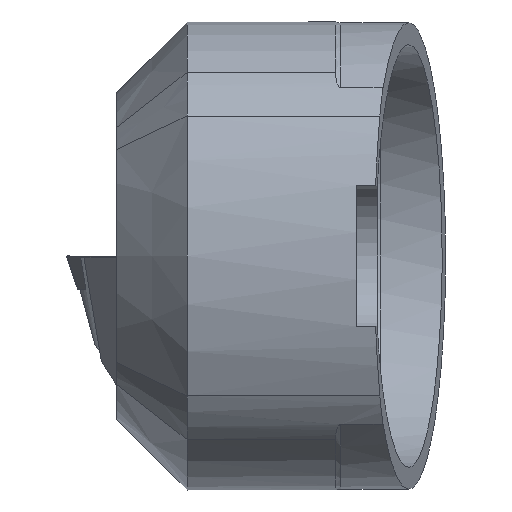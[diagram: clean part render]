
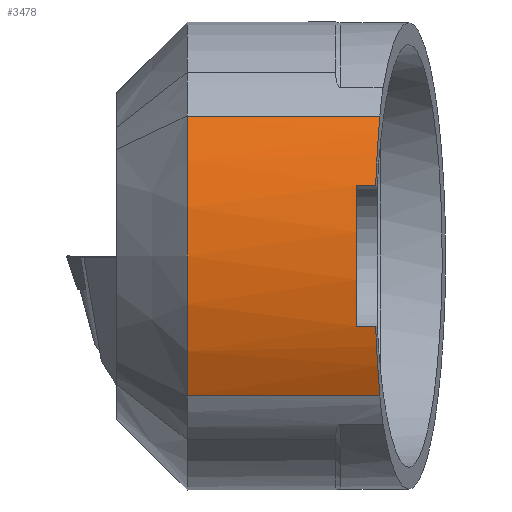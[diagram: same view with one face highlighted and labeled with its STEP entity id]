
A CAD part, front view. The second image highlights one B-rep face of the part: STEP entity #3478.
In plain terms, the highlighted cylindrical face has radius 20.9 mm (diameter 41.8 mm), a partial arc.
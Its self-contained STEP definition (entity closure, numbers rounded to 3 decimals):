
#138 = VECTOR ( 'NONE', #5071, 1000. ) ;
#183 = LINE ( 'NONE', #3684, #1717 ) ;
#222 = EDGE_CURVE ( 'NONE', #2269, #5136, #3537, .T. ) ;
#232 = FACE_OUTER_BOUND ( 'NONE', #3460, .T. ) ;
#235 = LINE ( 'NONE', #5036, #138 ) ;
#343 = CARTESIAN_POINT ( 'NONE',  ( -0.055, -14.369, 6.72 ) ) ;
#391 = AXIS2_PLACEMENT_3D ( 'NONE', #1799, #415, #1367 ) ;
#397 = DIRECTION ( 'NONE',  ( -1., 0., 0. ) ) ;
#415 = DIRECTION ( 'NONE',  ( -1., 0., 0. ) ) ;
#536 =( BOUNDED_CURVE ( )  B_SPLINE_CURVE ( 3, ( #5701, #343, #2995, #2191 ),
 .UNSPECIFIED., .F., .F. ) 
 B_SPLINE_CURVE_WITH_KNOTS ( ( 4, 4 ),
 ( 0.242, 0.495 ),
 .UNSPECIFIED. ) 
 CURVE ( )  GEOMETRIC_REPRESENTATION_ITEM ( )  RATIONAL_B_SPLINE_CURVE ( ( 1., 0.995, 0.995, 1. ) ) 
 REPRESENTATION_ITEM ( '' )  );
#580 = DIRECTION ( 'NONE',  ( 1., 0., 0. ) ) ;
#583 = VECTOR ( 'NONE', #397, 1000. ) ;
#600 =( BOUNDED_CURVE ( )  B_SPLINE_CURVE ( 3, ( #1115, #3789, #2876, #4662 ),
 .UNSPECIFIED., .F., .F. ) 
 B_SPLINE_CURVE_WITH_KNOTS ( ( 4, 4 ),
 ( 5.788, 6.042 ),
 .UNSPECIFIED. ) 
 CURVE ( )  GEOMETRIC_REPRESENTATION_ITEM ( )  RATIONAL_B_SPLINE_CURVE ( ( 1., 0.995, 0.995, 1. ) ) 
 REPRESENTATION_ITEM ( '' )  );
#601 = ORIENTED_EDGE ( 'NONE', *, *, #222, .F. ) ;
#632 = CYLINDRICAL_SURFACE ( 'NONE', #3569, 20.9 ) ;
#896 = CARTESIAN_POINT ( 'NONE',  ( 4.843, -14.793, -5. ) ) ;
#962 = CARTESIAN_POINT ( 'NONE',  ( -13.5, -12.89, -9.931 ) ) ;
#995 = ORIENTED_EDGE ( 'NONE', *, *, #3571, .T. ) ;
#1040 = ORIENTED_EDGE ( 'NONE', *, *, #4638, .F. ) ;
#1115 = CARTESIAN_POINT ( 'NONE',  ( 0.18, -12.89, -9.931 ) ) ;
#1296 = VERTEX_POINT ( 'NONE', #2405 ) ;
#1317 = VERTEX_POINT ( 'NONE', #3931 ) ;
#1321 = DIRECTION ( 'NONE',  ( -1., 0., 0. ) ) ;
#1358 = ORIENTED_EDGE ( 'NONE', *, *, #1360, .T. ) ;
#1360 = EDGE_CURVE ( 'NONE', #1473, #5136, #5298, .T. ) ;
#1367 = DIRECTION ( 'NONE',  ( 0., -0.88, -0.475 ) ) ;
#1473 = VERTEX_POINT ( 'NONE', #3200 ) ;
#1580 = CARTESIAN_POINT ( 'NONE',  ( 4.843, 5.5, 0. ) ) ;
#1627 = CIRCLE ( 'NONE', #4873, 20.9 ) ;
#1717 = VECTOR ( 'NONE', #580, 1000. ) ;
#1799 = CARTESIAN_POINT ( 'NONE',  ( -13.5, 5.5, 0. ) ) ;
#2159 = CARTESIAN_POINT ( 'NONE',  ( -0.122, -14.793, 5. ) ) ;
#2191 = CARTESIAN_POINT ( 'NONE',  ( 0.18, -12.89, 9.931 ) ) ;
#2269 = VERTEX_POINT ( 'NONE', #962 ) ;
#2302 = ORIENTED_EDGE ( 'NONE', *, *, #3856, .F. ) ;
#2405 = CARTESIAN_POINT ( 'NONE',  ( -1.5, -14.793, 5. ) ) ;
#2609 = EDGE_CURVE ( 'NONE', #2656, #1317, #2707, .T. ) ;
#2648 = DIRECTION ( 'NONE',  ( 0., 0., -1. ) ) ;
#2656 = VERTEX_POINT ( 'NONE', #4430 ) ;
#2670 = CARTESIAN_POINT ( 'NONE',  ( -1.5, 5.5, 0. ) ) ;
#2707 = LINE ( 'NONE', #896, #5339 ) ;
#2866 = EDGE_CURVE ( 'NONE', #2893, #2656, #600, .T. ) ;
#2876 = CARTESIAN_POINT ( 'NONE',  ( -0.055, -14.369, -6.72 ) ) ;
#2893 = VERTEX_POINT ( 'NONE', #4527 ) ;
#2995 = CARTESIAN_POINT ( 'NONE',  ( 0.046, -13.732, 8.372 ) ) ;
#3055 = ORIENTED_EDGE ( 'NONE', *, *, #4570, .T. ) ;
#3080 = DIRECTION ( 'NONE',  ( 1., 0., 0. ) ) ;
#3200 = CARTESIAN_POINT ( 'NONE',  ( 0.18, -12.89, 9.931 ) ) ;
#3450 = ORIENTED_EDGE ( 'NONE', *, *, #2866, .T. ) ;
#3460 = EDGE_LOOP ( 'NONE', ( #601, #1040, #3450, #4041, #2302, #3055, #995, #1358 ) ) ;
#3478 = ADVANCED_FACE ( 'NONE', ( #232 ), #632, .T. ) ;
#3537 = CIRCLE ( 'NONE', #391, 20.9 ) ;
#3569 = AXIS2_PLACEMENT_3D ( 'NONE', #1580, #3731, #4632 ) ;
#3571 = EDGE_CURVE ( 'NONE', #5103, #1473, #536, .T. ) ;
#3684 = CARTESIAN_POINT ( 'NONE',  ( 4.843, -14.793, 5. ) ) ;
#3731 = DIRECTION ( 'NONE',  ( -1., 0., 0. ) ) ;
#3789 = CARTESIAN_POINT ( 'NONE',  ( 0.046, -13.732, -8.372 ) ) ;
#3856 = EDGE_CURVE ( 'NONE', #1296, #1317, #1627, .T. ) ;
#3873 = CARTESIAN_POINT ( 'NONE',  ( -13.5, -12.89, 9.931 ) ) ;
#3931 = CARTESIAN_POINT ( 'NONE',  ( -1.5, -14.793, -5. ) ) ;
#3959 = CARTESIAN_POINT ( 'NONE',  ( 4.843, -12.89, 9.931 ) ) ;
#4041 = ORIENTED_EDGE ( 'NONE', *, *, #2609, .T. ) ;
#4430 = CARTESIAN_POINT ( 'NONE',  ( -0.122, -14.793, -5. ) ) ;
#4527 = CARTESIAN_POINT ( 'NONE',  ( 0.18, -12.89, -9.931 ) ) ;
#4570 = EDGE_CURVE ( 'NONE', #1296, #5103, #183, .T. ) ;
#4632 = DIRECTION ( 'NONE',  ( 0., 0., 1. ) ) ;
#4638 = EDGE_CURVE ( 'NONE', #2893, #2269, #235, .T. ) ;
#4662 = CARTESIAN_POINT ( 'NONE',  ( -0.122, -14.793, -5. ) ) ;
#4873 = AXIS2_PLACEMENT_3D ( 'NONE', #2670, #3080, #2648 ) ;
#5036 = CARTESIAN_POINT ( 'NONE',  ( 4.843, -12.89, -9.931 ) ) ;
#5071 = DIRECTION ( 'NONE',  ( -1., 0., 0. ) ) ;
#5103 = VERTEX_POINT ( 'NONE', #2159 ) ;
#5136 = VERTEX_POINT ( 'NONE', #3873 ) ;
#5298 = LINE ( 'NONE', #3959, #583 ) ;
#5339 = VECTOR ( 'NONE', #1321, 1000. ) ;
#5701 = CARTESIAN_POINT ( 'NONE',  ( -0.122, -14.793, 5. ) ) ;
